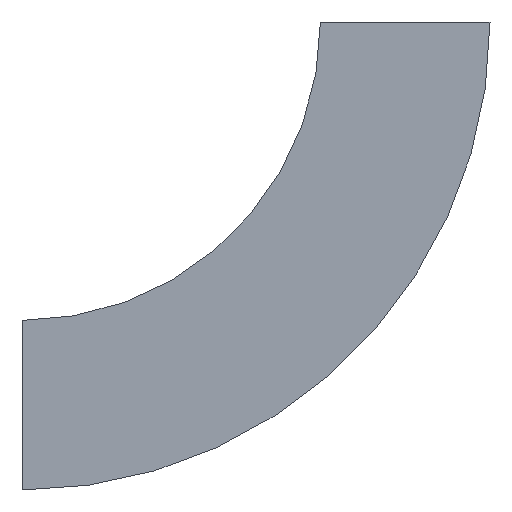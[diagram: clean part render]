
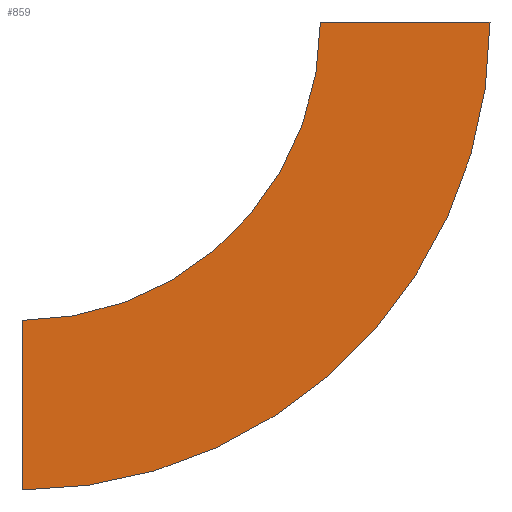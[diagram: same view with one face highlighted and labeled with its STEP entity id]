
A CAD part, front view. The second image highlights one B-rep face of the part: STEP entity #859.
In plain terms, the highlighted planar face has unit normal (0, -1, 0).
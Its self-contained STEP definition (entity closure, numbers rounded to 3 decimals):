
#18 = VERTEX_POINT ( 'NONE', #184 ) ;
#19 = CARTESIAN_POINT ( 'NONE',  ( -0.1, 0., -745. ) ) ;
#29 = VERTEX_POINT ( 'NONE', #192 ) ;
#34 = EDGE_CURVE ( 'Edge10', #29, #385, #695, .T. ) ;
#55 = CIRCLE ( 'NONE', #573, 475. ) ;
#60 = LINE ( 'NONE', #905, #260 ) ;
#66 = DIRECTION ( 'NONE',  ( 0., 0., -1. ) ) ;
#72 = EDGE_CURVE ( 'NONE', #263, #385, #884, .T. ) ;
#77 = VECTOR ( 'NONE', #626, 1000. ) ;
#117 = EDGE_CURVE ( 'NONE', #164, #874, #55, .T. ) ;
#121 = CARTESIAN_POINT ( 'NONE',  ( 745., 0., 0.1 ) ) ;
#133 = CARTESIAN_POINT ( 'NONE',  ( -0.1, 0., -475. ) ) ;
#139 = PLANE ( 'NONE',  #277 ) ;
#144 = DIRECTION ( 'NONE',  ( 0., -1., 0. ) ) ;
#164 = VERTEX_POINT ( 'NONE', #354 ) ;
#168 = VERTEX_POINT ( 'NONE', #133 ) ;
#184 = CARTESIAN_POINT ( 'NONE',  ( 475., 0., 0.1 ) ) ;
#192 = CARTESIAN_POINT ( 'NONE',  ( 0., 0., -745. ) ) ;
#195 = DIRECTION ( 'NONE',  ( 1., 0., 0. ) ) ;
#218 = VECTOR ( 'NONE', #229, 1000. ) ;
#222 = ORIENTED_EDGE ( 'NONE', *, *, #344, .F. ) ;
#229 = DIRECTION ( 'NONE',  ( 1., 0., 0. ) ) ;
#245 = ORIENTED_EDGE ( 'NONE', *, *, #117, .F. ) ;
#246 = CARTESIAN_POINT ( 'NONE',  ( -0.1, 0., -475. ) ) ;
#260 = VECTOR ( 'NONE', #281, 1000. ) ;
#263 = VERTEX_POINT ( 'NONE', #641 ) ;
#265 = CARTESIAN_POINT ( 'NONE',  ( -0.1, 0., -745. ) ) ;
#277 = AXIS2_PLACEMENT_3D ( 'NONE', #854, #144, #66 ) ;
#281 = DIRECTION ( 'NONE',  ( 0., 0., -1. ) ) ;
#295 = ORIENTED_EDGE ( 'NONE', *, *, #34, .T. ) ;
#321 = ORIENTED_EDGE ( 'NONE', *, *, #72, .F. ) ;
#328 = ORIENTED_EDGE ( 'NONE', *, *, #598, .T. ) ;
#344 = EDGE_CURVE ( 'NONE', #168, #164, #811, .T. ) ;
#347 = CARTESIAN_POINT ( 'NONE',  ( 475., 0., 0.1 ) ) ;
#354 = CARTESIAN_POINT ( 'NONE',  ( 0., 0., -475. ) ) ;
#374 = ORIENTED_EDGE ( 'NONE', *, *, #585, .T. ) ;
#385 = VERTEX_POINT ( 'NONE', #655 ) ;
#402 = ORIENTED_EDGE ( 'NONE', *, *, #593, .F. ) ;
#404 = DIRECTION ( 'NONE',  ( 0., 0., -1. ) ) ;
#428 = AXIS2_PLACEMENT_3D ( 'NONE', #821, #765, #757 ) ;
#435 = VECTOR ( 'NONE', #782, 1000. ) ;
#456 = VERTEX_POINT ( 'NONE', #19 ) ;
#475 = VECTOR ( 'NONE', #404, 1000. ) ;
#488 = DIRECTION ( 'NONE',  ( 0., -1., 0. ) ) ;
#500 = CARTESIAN_POINT ( 'NONE',  ( 475., 0., 0. ) ) ;
#546 = LINE ( 'NONE', #347, #77 ) ;
#568 = LINE ( 'NONE', #846, #435 ) ;
#573 = AXIS2_PLACEMENT_3D ( 'NONE', #748, #488, #683 ) ;
#585 = EDGE_CURVE ( 'NONE', #456, #29, #619, .T. ) ;
#593 = EDGE_CURVE ( 'NONE', #18, #263, #546, .T. ) ;
#594 = ORIENTED_EDGE ( 'NONE', *, *, #767, .T. ) ;
#598 = EDGE_CURVE ( 'NONE', #168, #456, #60, .T. ) ;
#619 = LINE ( 'NONE', #265, #858 ) ;
#626 = DIRECTION ( 'NONE',  ( 1., 0., 0. ) ) ;
#641 = CARTESIAN_POINT ( 'NONE',  ( 745., 0., 0.1 ) ) ;
#655 = CARTESIAN_POINT ( 'NONE',  ( 745., 0., 0. ) ) ;
#683 = DIRECTION ( 'NONE',  ( 0., 0., -1. ) ) ;
#685 = EDGE_LOOP ( 'NONE', ( #245, #222, #328, #374, #295, #321, #402, #594 ) ) ;
#695 = CIRCLE ( 'NONE', #428, 745. ) ;
#748 = CARTESIAN_POINT ( 'NONE',  ( 0., 0., 0. ) ) ;
#757 = DIRECTION ( 'NONE',  ( 0., 0., -1. ) ) ;
#765 = DIRECTION ( 'NONE',  ( 0., -1., 0. ) ) ;
#767 = EDGE_CURVE ( 'NONE', #18, #874, #568, .T. ) ;
#782 = DIRECTION ( 'NONE',  ( 0., 0., -1. ) ) ;
#811 = LINE ( 'NONE', #246, #218 ) ;
#821 = CARTESIAN_POINT ( 'NONE',  ( 0., 0., 0. ) ) ;
#846 = CARTESIAN_POINT ( 'NONE',  ( 475., 0., 0.1 ) ) ;
#854 = CARTESIAN_POINT ( 'NONE',  ( 0., 0., -475. ) ) ;
#858 = VECTOR ( 'NONE', #195, 1000. ) ;
#859 = ADVANCED_FACE ( 'NONE', ( #910 ), #139, .T. ) ;
#874 = VERTEX_POINT ( 'NONE', #500 ) ;
#884 = LINE ( 'NONE', #121, #475 ) ;
#905 = CARTESIAN_POINT ( 'NONE',  ( -0.1, 0., -475. ) ) ;
#910 = FACE_OUTER_BOUND ( 'NONE', #685, .T. ) ;
